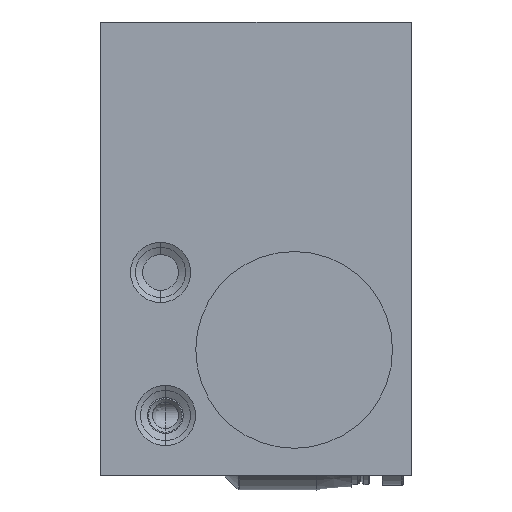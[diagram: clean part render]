
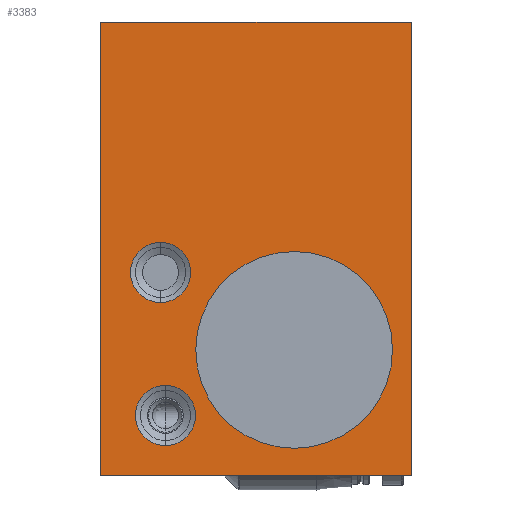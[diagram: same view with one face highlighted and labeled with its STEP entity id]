
A CAD part, left-side view. The second image highlights one B-rep face of the part: STEP entity #3383.
In plain terms, the highlighted planar face has unit normal (-1, 0, 0).
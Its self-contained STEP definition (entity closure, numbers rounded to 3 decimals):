
#110 = VECTOR ( 'NONE', #2770, 1000. ) ;
#137 = CARTESIAN_POINT ( 'NONE',  ( -33., -26., 0. ) ) ;
#203 = VERTEX_POINT ( 'NONE', #5228 ) ;
#382 = ORIENTED_EDGE ( 'NONE', *, *, #4500, .F. ) ;
#401 = CARTESIAN_POINT ( 'NONE',  ( -33., -26., 38. ) ) ;
#416 = EDGE_CURVE ( 'NONE', #2117, #6628, #2610, .T. ) ;
#463 = CARTESIAN_POINT ( 'NONE',  ( -33., 0., 38. ) ) ;
#562 = DIRECTION ( 'NONE',  ( 0., -1., 0. ) ) ;
#704 = DIRECTION ( 'NONE',  ( -1., 0., 0. ) ) ;
#789 = CARTESIAN_POINT ( 'NONE',  ( -33., -16.2, 10.5 ) ) ;
#928 = EDGE_CURVE ( 'NONE', #947, #203, #6457, .T. ) ;
#930 = FACE_BOUND ( 'NONE', #1653, .T. ) ;
#947 = VERTEX_POINT ( 'NONE', #5711 ) ;
#991 = DIRECTION ( 'NONE',  ( 0., 1., 0. ) ) ;
#996 = CARTESIAN_POINT ( 'NONE',  ( -33., -5., 19.525 ) ) ;
#1142 = CARTESIAN_POINT ( 'NONE',  ( -33., -5.4, 5. ) ) ;
#1389 = ORIENTED_EDGE ( 'NONE', *, *, #928, .F. ) ;
#1439 = CARTESIAN_POINT ( 'NONE',  ( -33., -5., 17. ) ) ;
#1530 = AXIS2_PLACEMENT_3D ( 'NONE', #2100, #3007, #991 ) ;
#1603 = CARTESIAN_POINT ( 'NONE',  ( -33., -26., 0. ) ) ;
#1653 = EDGE_LOOP ( 'NONE', ( #3101, #4270 ) ) ;
#1657 = VERTEX_POINT ( 'NONE', #401 ) ;
#1728 = EDGE_CURVE ( 'NONE', #4443, #2117, #6623, .T. ) ;
#1735 = LINE ( 'NONE', #3781, #110 ) ;
#1803 = DIRECTION ( 'NONE',  ( 0., 0., 1. ) ) ;
#1926 = EDGE_CURVE ( 'NONE', #1657, #6628, #1735, .T. ) ;
#2100 = CARTESIAN_POINT ( 'NONE',  ( -33., -26., 38. ) ) ;
#2117 = VERTEX_POINT ( 'NONE', #2600 ) ;
#2154 = ORIENTED_EDGE ( 'NONE', *, *, #416, .T. ) ;
#2221 = DIRECTION ( 'NONE',  ( 0., 0., 1. ) ) ;
#2262 = AXIS2_PLACEMENT_3D ( 'NONE', #2766, #3643, #5199 ) ;
#2424 = CIRCLE ( 'NONE', #3393, 2.525 ) ;
#2600 = CARTESIAN_POINT ( 'NONE',  ( -33., 0., 0. ) ) ;
#2610 = LINE ( 'NONE', #1603, #6343 ) ;
#2633 = AXIS2_PLACEMENT_3D ( 'NONE', #5099, #4562, #6082 ) ;
#2677 = EDGE_CURVE ( 'NONE', #6306, #5568, #3765, .T. ) ;
#2766 = CARTESIAN_POINT ( 'NONE',  ( -33., -16.2, 10.5 ) ) ;
#2770 = DIRECTION ( 'NONE',  ( 0., 0., -1. ) ) ;
#2836 = DIRECTION ( 'NONE',  ( -1., 0., 0. ) ) ;
#2951 = CARTESIAN_POINT ( 'NONE',  ( -33., -5.4, 7.525 ) ) ;
#2954 = CIRCLE ( 'NONE', #6279, 2.525 ) ;
#2966 = CIRCLE ( 'NONE', #2633, 2.525 ) ;
#3007 = DIRECTION ( 'NONE',  ( 1., 0., 0. ) ) ;
#3009 = CARTESIAN_POINT ( 'NONE',  ( -33., 0., 38. ) ) ;
#3051 = DIRECTION ( 'NONE',  ( 0., 0., -1. ) ) ;
#3101 = ORIENTED_EDGE ( 'NONE', *, *, #5444, .F. ) ;
#3383 = ADVANCED_FACE ( 'NONE', ( #4655, #3606, #930, #5573 ), #5671, .F. ) ;
#3393 = AXIS2_PLACEMENT_3D ( 'NONE', #1439, #4465, #4054 ) ;
#3572 = VERTEX_POINT ( 'NONE', #5856 ) ;
#3606 = FACE_BOUND ( 'NONE', #6250, .T. ) ;
#3638 = CARTESIAN_POINT ( 'NONE',  ( -33., -5., 17. ) ) ;
#3643 = DIRECTION ( 'NONE',  ( -1., 0., 0. ) ) ;
#3647 = VECTOR ( 'NONE', #3051, 1000. ) ;
#3658 = AXIS2_PLACEMENT_3D ( 'NONE', #1142, #704, #2221 ) ;
#3711 = VECTOR ( 'NONE', #4886, 1000. ) ;
#3761 = ORIENTED_EDGE ( 'NONE', *, *, #1728, .T. ) ;
#3765 = CIRCLE ( 'NONE', #3658, 2.525 ) ;
#3781 = CARTESIAN_POINT ( 'NONE',  ( -33., -26., 38. ) ) ;
#3840 = LINE ( 'NONE', #5328, #3711 ) ;
#4054 = DIRECTION ( 'NONE',  ( 0., 0., 1. ) ) ;
#4073 = ORIENTED_EDGE ( 'NONE', *, *, #1926, .F. ) ;
#4081 = DIRECTION ( 'NONE',  ( 0., 0., 1. ) ) ;
#4151 = EDGE_LOOP ( 'NONE', ( #1389, #4752 ) ) ;
#4270 = ORIENTED_EDGE ( 'NONE', *, *, #2677, .F. ) ;
#4404 = EDGE_CURVE ( 'NONE', #203, #947, #5185, .T. ) ;
#4443 = VERTEX_POINT ( 'NONE', #3009 ) ;
#4465 = DIRECTION ( 'NONE',  ( -1., 0., 0. ) ) ;
#4500 = EDGE_CURVE ( 'NONE', #5467, #3572, #2954, .T. ) ;
#4562 = DIRECTION ( 'NONE',  ( -1., 0., 0. ) ) ;
#4620 = DIRECTION ( 'NONE',  ( -1., 0., 0. ) ) ;
#4655 = FACE_BOUND ( 'NONE', #4151, .T. ) ;
#4752 = ORIENTED_EDGE ( 'NONE', *, *, #4404, .F. ) ;
#4777 = CARTESIAN_POINT ( 'NONE',  ( -33., -5.4, 2.475 ) ) ;
#4886 = DIRECTION ( 'NONE',  ( 0., -1., 0. ) ) ;
#4990 = ORIENTED_EDGE ( 'NONE', *, *, #5534, .F. ) ;
#5099 = CARTESIAN_POINT ( 'NONE',  ( -33., -5.4, 5. ) ) ;
#5185 = CIRCLE ( 'NONE', #6057, 8.25 ) ;
#5199 = DIRECTION ( 'NONE',  ( 0., 0., 1. ) ) ;
#5228 = CARTESIAN_POINT ( 'NONE',  ( -33., -16.2, 2.25 ) ) ;
#5328 = CARTESIAN_POINT ( 'NONE',  ( -33., -26., 38. ) ) ;
#5404 = EDGE_LOOP ( 'NONE', ( #2154, #4073, #6473, #3761 ) ) ;
#5444 = EDGE_CURVE ( 'NONE', #5568, #6306, #2966, .T. ) ;
#5467 = VERTEX_POINT ( 'NONE', #996 ) ;
#5534 = EDGE_CURVE ( 'NONE', #3572, #5467, #2424, .T. ) ;
#5568 = VERTEX_POINT ( 'NONE', #2951 ) ;
#5573 = FACE_OUTER_BOUND ( 'NONE', #5404, .T. ) ;
#5671 = PLANE ( 'NONE',  #1530 ) ;
#5711 = CARTESIAN_POINT ( 'NONE',  ( -33., -16.2, 18.75 ) ) ;
#5833 = EDGE_CURVE ( 'NONE', #4443, #1657, #3840, .T. ) ;
#5856 = CARTESIAN_POINT ( 'NONE',  ( -33., -5., 14.475 ) ) ;
#6057 = AXIS2_PLACEMENT_3D ( 'NONE', #789, #2836, #1803 ) ;
#6082 = DIRECTION ( 'NONE',  ( 0., 0., 1. ) ) ;
#6250 = EDGE_LOOP ( 'NONE', ( #382, #4990 ) ) ;
#6279 = AXIS2_PLACEMENT_3D ( 'NONE', #3638, #4620, #4081 ) ;
#6306 = VERTEX_POINT ( 'NONE', #4777 ) ;
#6343 = VECTOR ( 'NONE', #562, 1000. ) ;
#6457 = CIRCLE ( 'NONE', #2262, 8.25 ) ;
#6473 = ORIENTED_EDGE ( 'NONE', *, *, #5833, .F. ) ;
#6623 = LINE ( 'NONE', #463, #3647 ) ;
#6628 = VERTEX_POINT ( 'NONE', #137 ) ;
